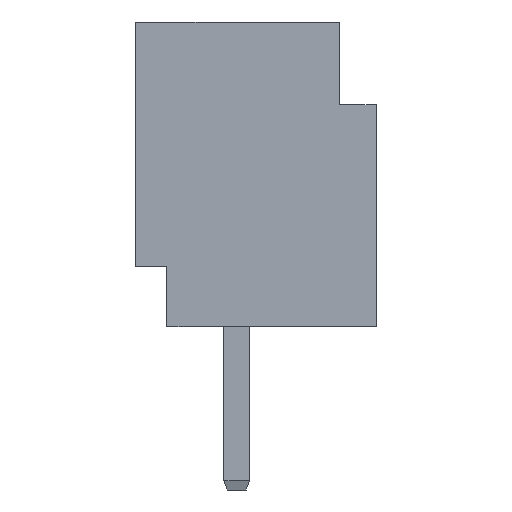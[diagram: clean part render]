
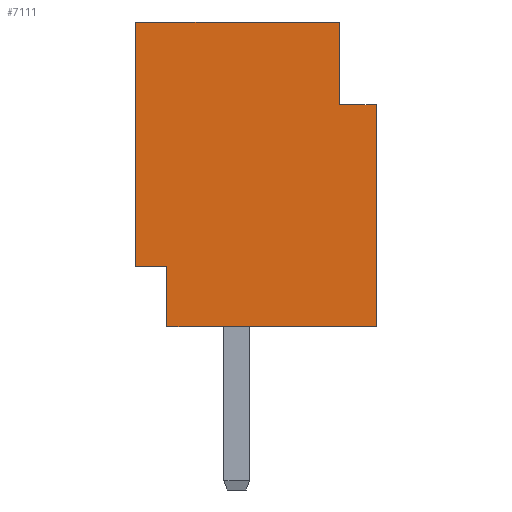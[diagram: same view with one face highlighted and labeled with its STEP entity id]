
A CAD part, left-side view. The second image highlights one B-rep face of the part: STEP entity #7111.
In plain terms, the highlighted planar face has unit normal (-1, 0, 0).
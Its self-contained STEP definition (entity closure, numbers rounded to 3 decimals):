
#447=ORIENTED_EDGE('',*,*,#1833,.T.);
#448=ORIENTED_EDGE('',*,*,#1887,.T.);
#449=ORIENTED_EDGE('',*,*,#1905,.T.);
#450=ORIENTED_EDGE('',*,*,#1906,.F.);
#451=ORIENTED_EDGE('',*,*,#1822,.F.);
#452=ORIENTED_EDGE('',*,*,#1898,.F.);
#453=ORIENTED_EDGE('',*,*,#1907,.F.);
#454=ORIENTED_EDGE('',*,*,#1908,.T.);
#1822=EDGE_CURVE('',#2556,#2557,#3032,.T.);
#1833=EDGE_CURVE('',#2567,#2566,#3043,.T.);
#1887=EDGE_CURVE('',#2566,#2616,#3097,.T.);
#1898=EDGE_CURVE('',#2624,#2556,#3108,.T.);
#1905=EDGE_CURVE('',#2616,#2629,#3115,.T.);
#1906=EDGE_CURVE('',#2557,#2629,#3116,.T.);
#1907=EDGE_CURVE('',#2630,#2624,#3117,.T.);
#1908=EDGE_CURVE('',#2630,#2567,#3118,.T.);
#2556=VERTEX_POINT('',#8749);
#2557=VERTEX_POINT('',#8751);
#2566=VERTEX_POINT('',#8772);
#2567=VERTEX_POINT('',#8774);
#2616=VERTEX_POINT('',#8879);
#2624=VERTEX_POINT('',#8901);
#2629=VERTEX_POINT('',#8916);
#2630=VERTEX_POINT('',#8919);
#3032=LINE('',#8750,#3502);
#3043=LINE('',#8773,#3513);
#3097=LINE('',#8880,#3567);
#3108=LINE('',#8902,#3578);
#3115=LINE('',#8915,#3585);
#3116=LINE('',#8917,#3586);
#3117=LINE('',#8918,#3587);
#3118=LINE('',#8920,#3588);
#3502=VECTOR('',#7724,1000.);
#3513=VECTOR('',#7739,1000.);
#3567=VECTOR('',#7799,1000.);
#3578=VECTOR('',#7816,1000.);
#3585=VECTOR('',#7827,1000.);
#3586=VECTOR('',#7828,1000.);
#3587=VECTOR('',#7829,1000.);
#3588=VECTOR('',#7830,1000.);
#3979=EDGE_LOOP('',(#447,#448,#449,#450,#451,#452,#453,#454));
#4319=FACE_BOUND('',#3979,.T.);
#4653=PLANE('',#7448);
#7111=ADVANCED_FACE('',(#4319),#4653,.T.);
#7448=AXIS2_PLACEMENT_3D('',#8914,#7825,#7826);
#7724=DIRECTION('',(0.,0.,-1.));
#7739=DIRECTION('',(0.,0.,-1.));
#7799=DIRECTION('',(0.,-1.,0.));
#7816=DIRECTION('',(0.,-1.,0.));
#7825=DIRECTION('',(-1.,0.,0.));
#7826=DIRECTION('',(0.,0.,1.));
#7827=DIRECTION('',(0.,0.,-1.));
#7828=DIRECTION('',(0.,1.,0.));
#7829=DIRECTION('',(0.,0.,-1.));
#7830=DIRECTION('',(0.,1.,0.));
#8749=CARTESIAN_POINT('',(-4.623,-1.93,3.073));
#8750=CARTESIAN_POINT('',(-4.623,-1.93,1.27));
#8751=CARTESIAN_POINT('',(-4.623,-1.93,0.));
#8772=CARTESIAN_POINT('',(-4.623,1.397,0.838));
#8773=CARTESIAN_POINT('',(-4.623,1.397,1.27));
#8774=CARTESIAN_POINT('',(-4.623,1.397,4.216));
#8879=CARTESIAN_POINT('',(-4.623,0.965,0.838));
#8880=CARTESIAN_POINT('',(-4.623,1.397,0.838));
#8901=CARTESIAN_POINT('',(-4.623,-1.422,3.073));
#8902=CARTESIAN_POINT('',(-4.623,-1.422,3.073));
#8914=CARTESIAN_POINT('',(-4.623,-1.93,1.27));
#8915=CARTESIAN_POINT('',(-4.623,0.965,0.838));
#8916=CARTESIAN_POINT('',(-4.623,0.965,0.));
#8917=CARTESIAN_POINT('',(-4.623,-1.93,0.));
#8918=CARTESIAN_POINT('',(-4.623,-1.422,4.216));
#8919=CARTESIAN_POINT('',(-4.623,-1.422,4.216));
#8920=CARTESIAN_POINT('',(-4.623,-1.93,4.216));
